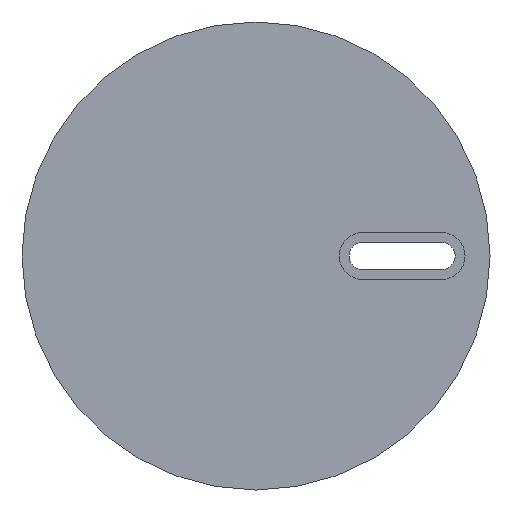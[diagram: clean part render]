
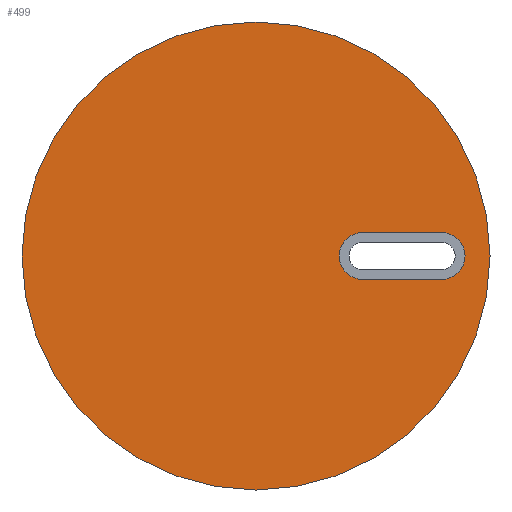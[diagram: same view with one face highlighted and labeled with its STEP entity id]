
A CAD part, front view. The second image highlights one B-rep face of the part: STEP entity #499.
In plain terms, the highlighted planar face has unit normal (0, -1, 0).
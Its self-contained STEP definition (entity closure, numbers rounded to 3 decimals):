
#18=FACE_BOUND('',#92,.T.);
#34=PLANE('',#562);
#61=FACE_OUTER_BOUND('',#91,.T.);
#91=EDGE_LOOP('',(#457));
#92=EDGE_LOOP('',(#458,#459,#460,#461));
#127=LINE('',#816,#174);
#131=LINE('',#827,#178);
#174=VECTOR('',#665,10.);
#178=VECTOR('',#677,10.);
#202=CIRCLE('',#544,4.5);
#204=CIRCLE('',#548,4.5);
#208=CIRCLE('',#561,45.);
#242=VERTEX_POINT('',#806);
#243=VERTEX_POINT('',#807);
#246=VERTEX_POINT('',#815);
#248=VERTEX_POINT('',#821);
#254=VERTEX_POINT('',#849);
#302=EDGE_CURVE('',#242,#243,#202,.T.);
#306=EDGE_CURVE('',#246,#242,#127,.T.);
#309=EDGE_CURVE('',#248,#246,#204,.T.);
#312=EDGE_CURVE('',#243,#248,#131,.T.);
#322=EDGE_CURVE('',#254,#254,#208,.T.);
#457=ORIENTED_EDGE('',*,*,#322,.T.);
#458=ORIENTED_EDGE('',*,*,#302,.T.);
#459=ORIENTED_EDGE('',*,*,#312,.T.);
#460=ORIENTED_EDGE('',*,*,#309,.T.);
#461=ORIENTED_EDGE('',*,*,#306,.T.);
#499=ADVANCED_FACE('',(#61,#18),#34,.F.);
#544=AXIS2_PLACEMENT_3D('',#808,#657,#658);
#548=AXIS2_PLACEMENT_3D('',#822,#670,#671);
#561=AXIS2_PLACEMENT_3D('',#850,#705,#706);
#562=AXIS2_PLACEMENT_3D('',#852,#708,#709);
#657=DIRECTION('center_axis',(0.,1.,0.));
#658=DIRECTION('ref_axis',(1.,0.,0.));
#665=DIRECTION('',(-1.,0.,0.));
#670=DIRECTION('center_axis',(0.,1.,0.));
#671=DIRECTION('ref_axis',(1.,0.,0.));
#677=DIRECTION('',(1.,0.,0.));
#705=DIRECTION('center_axis',(0.,-1.,0.));
#706=DIRECTION('ref_axis',(1.,0.,0.));
#708=DIRECTION('center_axis',(0.,1.,0.));
#709=DIRECTION('ref_axis',(1.,0.,0.));
#806=CARTESIAN_POINT('',(20.5,-9.,-4.5));
#807=CARTESIAN_POINT('',(20.5,-9.,4.5));
#808=CARTESIAN_POINT('Origin',(20.5,-9.,0.));
#815=CARTESIAN_POINT('',(35.7,-9.,-4.5));
#816=CARTESIAN_POINT('',(17.85,-9.,-4.5));
#821=CARTESIAN_POINT('',(35.7,-9.,4.5));
#822=CARTESIAN_POINT('Origin',(35.7,-9.,0.));
#827=CARTESIAN_POINT('',(10.25,-9.,4.5));
#849=CARTESIAN_POINT('',(-45.,-9.,0.));
#850=CARTESIAN_POINT('Origin',(0.,-9.,0.));
#852=CARTESIAN_POINT('Origin',(0.,-9.,0.));
